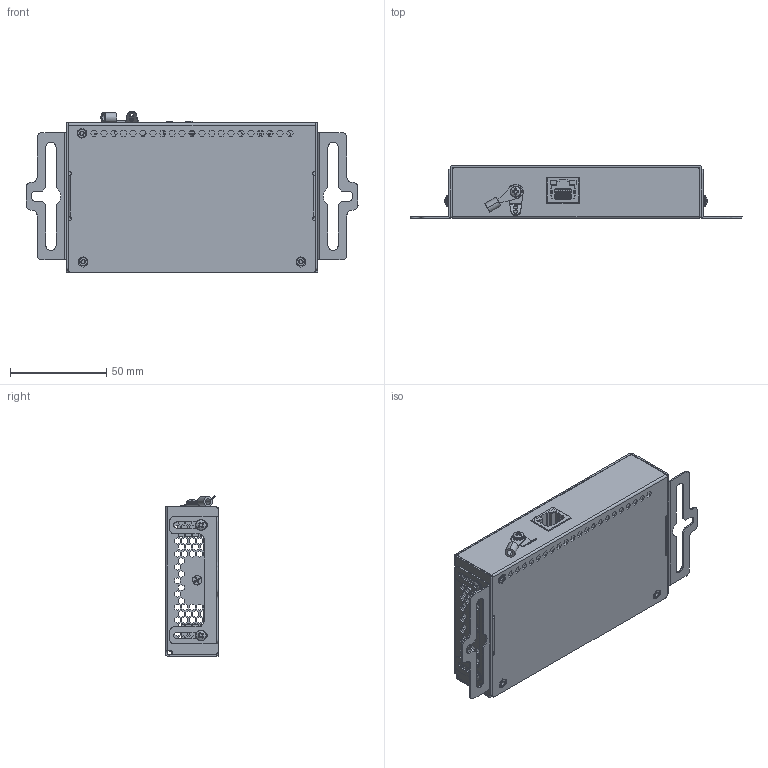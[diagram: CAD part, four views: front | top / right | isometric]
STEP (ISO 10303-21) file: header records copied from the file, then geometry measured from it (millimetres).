
FILE_DESCRIPTION (( 'STEP AP214' ), '1' );
FILE_NAME ('USB-C5-L-200.STEP', '2015-04-14T18:55:35', ( 'test' ), ( '' ), 'SwSTEP 2.0', 'SolidWorks 2011', '' );
FILE_SCHEMA (( 'AUTOMOTIVE_DESIGN' ));
Length unit declared in the file: inch
Products named in the file (15): CN5360 - TERMINAL; HW7221; HW7097_90272A105; HW5127 CR-FHMS 0.112-40x0.188x0.188_CR-FHMS 0.112-40x0.188x0.188-C; HW4033-SCRW#4-40x.25-BUT-TORX-T8-ZN_90022A110; ST-C5USBVT-L-Board-REVA; CN5333 - RJ45 LED; CN5224; TL6383_PEM SO-440-8 ZI--C; MP4559; MP4107; MP4106; USB-C5-L-200; HW7218_90402A106
Assembly tree (23 placements, depth 3):
  USB-C5-L-200
    HW7097_90272A105  x4
    HW7218_90402A106
    HW7221
    CN5360 - TERMINAL
    HW4033-SCRW#4-40x.25-BUT-TORX-T8-ZN_90022A110  x3
    HW5127 CR-FHMS 0.112-40x0.188x0.188_CR-FHMS 0.112-40x0.188x0.188-C  x2
    TL6383_PEM SO-440-8 ZI--C  x3
    MP4106
    MP4559  x2
    ST-C5USBVT-L-Board-REVA
      ST-C5USBVT-L-Board-REVA
      CN5224
      CN5333 - RJ45 LED
    MP4107
Bounding box: 172.35 x 27.38 x 83.63 mm (x, y, z)
Volume: 47162.9 mm3; surface area: 93796.9 mm2
Topology: 23 solids, 23 shells, 2769 faces, 7719 edges, 5024 vertices
Faces by surface type: plane 1432, cylinder 1060, cone 120, bspline 93, torus 54, sphere 10
Entity records: 83066 total; most frequent: CARTESIAN_POINT 19327, ORIENTED_EDGE 12202, DIRECTION 11007, EDGE_CURVE 6101, VECTOR 4347, LINE 4347, VERTEX_POINT 3990, AXIS2_PLACEMENT_3D 3330
